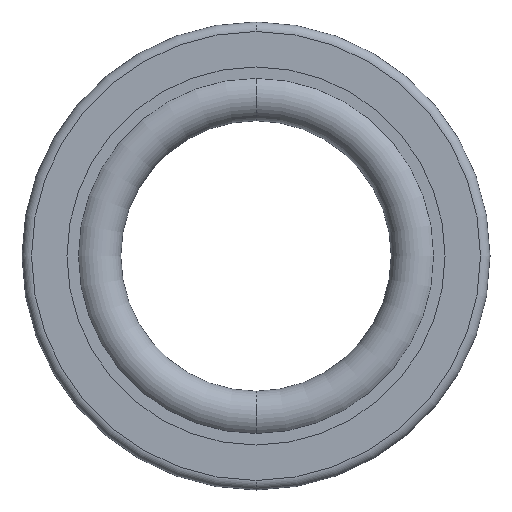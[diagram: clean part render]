
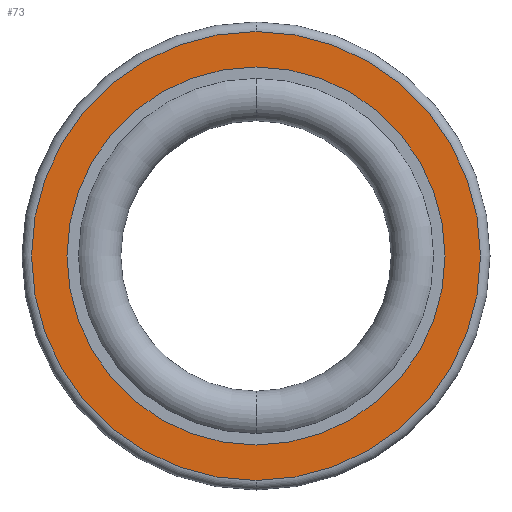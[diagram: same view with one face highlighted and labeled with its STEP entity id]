
A CAD part, front view. The second image highlights one B-rep face of the part: STEP entity #73.
In plain terms, the highlighted planar face has unit normal (0, -1, 0).
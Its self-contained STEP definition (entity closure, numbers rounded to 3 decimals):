
#31 = AXIS2_PLACEMENT_3D ( 'NONE', #694, #76, #424 ) ;
#73 = ADVANCED_FACE ( 'NONE', ( #422, #704 ), #642, .F. ) ;
#76 = DIRECTION ( 'NONE',  ( 0., -1., 0. ) ) ;
#88 = CARTESIAN_POINT ( 'NONE',  ( 0., -0.55, -6.475 ) ) ;
#101 = CARTESIAN_POINT ( 'NONE',  ( 0., -0.55, 0. ) ) ;
#130 = DIRECTION ( 'NONE',  ( 0., 1., 0. ) ) ;
#146 = EDGE_CURVE ( 'NONE', #484, #708, #257, .T. ) ;
#155 = EDGE_LOOP ( 'NONE', ( #408, #442 ) ) ;
#171 = VERTEX_POINT ( 'NONE', #468 ) ;
#174 = DIRECTION ( 'NONE',  ( 0., 0., -1. ) ) ;
#214 = AXIS2_PLACEMENT_3D ( 'NONE', #101, #396, #285 ) ;
#257 = CIRCLE ( 'NONE', #376, 6.475 ) ;
#274 = CARTESIAN_POINT ( 'NONE',  ( 0., -0.55, 0. ) ) ;
#282 = CARTESIAN_POINT ( 'NONE',  ( 0., -0.55, 6.475 ) ) ;
#285 = DIRECTION ( 'NONE',  ( 0., 0., 1. ) ) ;
#315 = CIRCLE ( 'NONE', #214, 6.475 ) ;
#316 = EDGE_CURVE ( 'NONE', #491, #171, #508, .T. ) ;
#366 = DIRECTION ( 'NONE',  ( 0., 0., 1. ) ) ;
#376 = AXIS2_PLACEMENT_3D ( 'NONE', #274, #520, #558 ) ;
#380 = CARTESIAN_POINT ( 'NONE',  ( 0., -0.55, -5.452 ) ) ;
#396 = DIRECTION ( 'NONE',  ( 0., -1., 0. ) ) ;
#398 = AXIS2_PLACEMENT_3D ( 'NONE', #539, #130, #366 ) ;
#401 = EDGE_LOOP ( 'NONE', ( #457, #471 ) ) ;
#408 = ORIENTED_EDGE ( 'NONE', *, *, #612, .T. ) ;
#422 = FACE_OUTER_BOUND ( 'NONE', #155, .T. ) ;
#424 = DIRECTION ( 'NONE',  ( 0., 0., -1. ) ) ;
#442 = ORIENTED_EDGE ( 'NONE', *, *, #146, .T. ) ;
#452 = AXIS2_PLACEMENT_3D ( 'NONE', #671, #678, #174 ) ;
#457 = ORIENTED_EDGE ( 'NONE', *, *, #316, .F. ) ;
#468 = CARTESIAN_POINT ( 'NONE',  ( 0., -0.55, 5.452 ) ) ;
#471 = ORIENTED_EDGE ( 'NONE', *, *, #622, .F. ) ;
#484 = VERTEX_POINT ( 'NONE', #88 ) ;
#491 = VERTEX_POINT ( 'NONE', #380 ) ;
#508 = CIRCLE ( 'NONE', #31, 5.452 ) ;
#520 = DIRECTION ( 'NONE',  ( 0., -1., 0. ) ) ;
#539 = CARTESIAN_POINT ( 'NONE',  ( -5.452, -0.55, 0. ) ) ;
#558 = DIRECTION ( 'NONE',  ( 0., 0., 1. ) ) ;
#612 = EDGE_CURVE ( 'NONE', #708, #484, #315, .T. ) ;
#622 = EDGE_CURVE ( 'NONE', #171, #491, #658, .T. ) ;
#642 = PLANE ( 'NONE',  #398 ) ;
#658 = CIRCLE ( 'NONE', #452, 5.452 ) ;
#671 = CARTESIAN_POINT ( 'NONE',  ( 0., -0.55, 0. ) ) ;
#678 = DIRECTION ( 'NONE',  ( 0., -1., 0. ) ) ;
#694 = CARTESIAN_POINT ( 'NONE',  ( 0., -0.55, 0. ) ) ;
#704 = FACE_BOUND ( 'NONE', #401, .T. ) ;
#708 = VERTEX_POINT ( 'NONE', #282 ) ;
